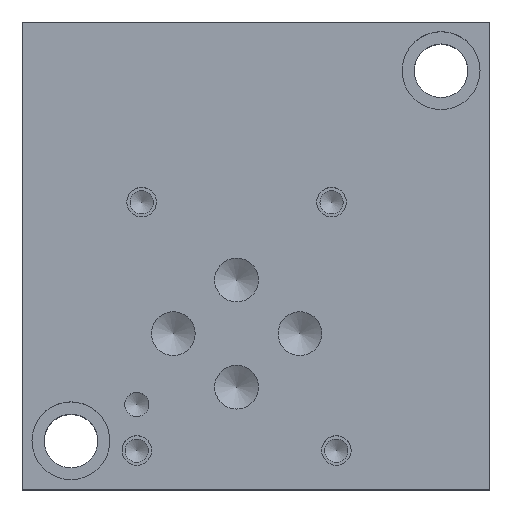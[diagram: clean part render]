
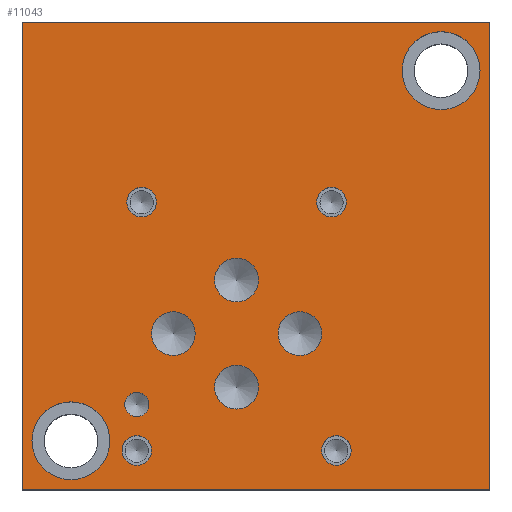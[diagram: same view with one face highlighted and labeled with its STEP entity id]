
A CAD part, top view. The second image highlights one B-rep face of the part: STEP entity #11043.
In plain terms, the highlighted planar face has unit normal (0, 0, 1).
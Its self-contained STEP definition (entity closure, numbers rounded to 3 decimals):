
#253=CIRCLE('',#11574,3.569);
#254=CIRCLE('',#11575,3.569);
#257=CIRCLE('',#11580,3.569);
#258=CIRCLE('',#11581,3.569);
#261=CIRCLE('',#11586,3.569);
#262=CIRCLE('',#11587,3.569);
#265=CIRCLE('',#11592,3.569);
#266=CIRCLE('',#11593,3.569);
#269=CIRCLE('',#11598,1.981);
#270=CIRCLE('',#11599,1.981);
#276=CIRCLE('',#11608,2.413);
#277=CIRCLE('',#11609,2.413);
#283=CIRCLE('',#11619,2.413);
#284=CIRCLE('',#11620,2.413);
#290=CIRCLE('',#11630,2.413);
#291=CIRCLE('',#11631,2.413);
#297=CIRCLE('',#11641,2.413);
#298=CIRCLE('',#11642,2.413);
#302=CIRCLE('',#11649,6.35);
#303=CIRCLE('',#11650,6.35);
#307=CIRCLE('',#11657,6.35);
#308=CIRCLE('',#11658,6.35);
#376=FACE_BOUND('',#1892,.T.);
#377=FACE_BOUND('',#1893,.T.);
#378=FACE_BOUND('',#1894,.T.);
#379=FACE_BOUND('',#1895,.T.);
#380=FACE_BOUND('',#1896,.T.);
#381=FACE_BOUND('',#1897,.T.);
#382=FACE_BOUND('',#1898,.T.);
#383=FACE_BOUND('',#1899,.T.);
#384=FACE_BOUND('',#1900,.T.);
#385=FACE_BOUND('',#1901,.T.);
#386=FACE_BOUND('',#1902,.T.);
#698=PLANE('',#11664);
#1261=FACE_OUTER_BOUND('',#1891,.T.);
#1891=EDGE_LOOP('',(#9856,#9857,#9858,#9859));
#1892=EDGE_LOOP('',(#9860,#9861));
#1893=EDGE_LOOP('',(#9862,#9863));
#1894=EDGE_LOOP('',(#9864,#9865));
#1895=EDGE_LOOP('',(#9866,#9867));
#1896=EDGE_LOOP('',(#9868,#9869));
#1897=EDGE_LOOP('',(#9870,#9871));
#1898=EDGE_LOOP('',(#9872,#9873));
#1899=EDGE_LOOP('',(#9874,#9875));
#1900=EDGE_LOOP('',(#9876,#9877));
#1901=EDGE_LOOP('',(#9878,#9879));
#1902=EDGE_LOOP('',(#9880,#9881));
#1998=LINE('',#14228,#3001);
#2382=LINE('',#17313,#3385);
#2905=LINE('',#19160,#3908);
#2906=LINE('',#19163,#3909);
#3001=VECTOR('',#11838,10.);
#3385=VECTOR('',#12424,10.);
#3908=VECTOR('',#13875,10.);
#3909=VECTOR('',#13880,10.);
#4318=VERTEX_POINT('',#14225);
#4319=VERTEX_POINT('',#14227);
#4758=VERTEX_POINT('',#17310);
#4759=VERTEX_POINT('',#17312);
#5220=VERTEX_POINT('',#18983);
#5221=VERTEX_POINT('',#18984);
#5225=VERTEX_POINT('',#18996);
#5226=VERTEX_POINT('',#18997);
#5230=VERTEX_POINT('',#19009);
#5231=VERTEX_POINT('',#19010);
#5235=VERTEX_POINT('',#19022);
#5236=VERTEX_POINT('',#19023);
#5240=VERTEX_POINT('',#19035);
#5241=VERTEX_POINT('',#19036);
#5248=VERTEX_POINT('',#19055);
#5249=VERTEX_POINT('',#19056);
#5256=VERTEX_POINT('',#19077);
#5257=VERTEX_POINT('',#19078);
#5264=VERTEX_POINT('',#19099);
#5265=VERTEX_POINT('',#19100);
#5272=VERTEX_POINT('',#19121);
#5273=VERTEX_POINT('',#19122);
#5277=VERTEX_POINT('',#19136);
#5278=VERTEX_POINT('',#19137);
#5282=VERTEX_POINT('',#19151);
#5283=VERTEX_POINT('',#19152);
#5400=EDGE_CURVE('',#4319,#4318,#1998,.T.);
#6058=EDGE_CURVE('',#4759,#4758,#2382,.T.);
#6736=EDGE_CURVE('',#5220,#5221,#253,.T.);
#6737=EDGE_CURVE('',#5221,#5220,#254,.T.);
#6742=EDGE_CURVE('',#5225,#5226,#257,.T.);
#6743=EDGE_CURVE('',#5226,#5225,#258,.T.);
#6748=EDGE_CURVE('',#5230,#5231,#261,.T.);
#6749=EDGE_CURVE('',#5231,#5230,#262,.T.);
#6754=EDGE_CURVE('',#5235,#5236,#265,.T.);
#6755=EDGE_CURVE('',#5236,#5235,#266,.T.);
#6760=EDGE_CURVE('',#5240,#5241,#269,.T.);
#6761=EDGE_CURVE('',#5241,#5240,#270,.T.);
#6769=EDGE_CURVE('',#5248,#5249,#276,.T.);
#6770=EDGE_CURVE('',#5249,#5248,#277,.T.);
#6779=EDGE_CURVE('',#5256,#5257,#283,.T.);
#6780=EDGE_CURVE('',#5257,#5256,#284,.T.);
#6789=EDGE_CURVE('',#5264,#5265,#290,.T.);
#6790=EDGE_CURVE('',#5265,#5264,#291,.T.);
#6799=EDGE_CURVE('',#5272,#5273,#297,.T.);
#6800=EDGE_CURVE('',#5273,#5272,#298,.T.);
#6806=EDGE_CURVE('',#5277,#5278,#302,.T.);
#6807=EDGE_CURVE('',#5278,#5277,#303,.T.);
#6813=EDGE_CURVE('',#5282,#5283,#307,.T.);
#6814=EDGE_CURVE('',#5283,#5282,#308,.T.);
#6817=EDGE_CURVE('',#4318,#4759,#2905,.T.);
#6818=EDGE_CURVE('',#4758,#4319,#2906,.T.);
#9856=ORIENTED_EDGE('',*,*,#6818,.T.);
#9857=ORIENTED_EDGE('',*,*,#5400,.T.);
#9858=ORIENTED_EDGE('',*,*,#6817,.T.);
#9859=ORIENTED_EDGE('',*,*,#6058,.T.);
#9860=ORIENTED_EDGE('',*,*,#6736,.T.);
#9861=ORIENTED_EDGE('',*,*,#6737,.T.);
#9862=ORIENTED_EDGE('',*,*,#6742,.T.);
#9863=ORIENTED_EDGE('',*,*,#6743,.T.);
#9864=ORIENTED_EDGE('',*,*,#6748,.T.);
#9865=ORIENTED_EDGE('',*,*,#6749,.T.);
#9866=ORIENTED_EDGE('',*,*,#6754,.T.);
#9867=ORIENTED_EDGE('',*,*,#6755,.T.);
#9868=ORIENTED_EDGE('',*,*,#6760,.T.);
#9869=ORIENTED_EDGE('',*,*,#6761,.T.);
#9870=ORIENTED_EDGE('',*,*,#6769,.T.);
#9871=ORIENTED_EDGE('',*,*,#6770,.T.);
#9872=ORIENTED_EDGE('',*,*,#6779,.T.);
#9873=ORIENTED_EDGE('',*,*,#6780,.T.);
#9874=ORIENTED_EDGE('',*,*,#6789,.T.);
#9875=ORIENTED_EDGE('',*,*,#6790,.T.);
#9876=ORIENTED_EDGE('',*,*,#6799,.T.);
#9877=ORIENTED_EDGE('',*,*,#6800,.T.);
#9878=ORIENTED_EDGE('',*,*,#6806,.T.);
#9879=ORIENTED_EDGE('',*,*,#6807,.T.);
#9880=ORIENTED_EDGE('',*,*,#6813,.T.);
#9881=ORIENTED_EDGE('',*,*,#6814,.T.);
#11043=ADVANCED_FACE('',(#1261,#376,#377,#378,#379,#380,#381,#382,#383,
#384,#385,#386),#698,.T.);
#11574=AXIS2_PLACEMENT_3D('',#18985,#13674,#13675);
#11575=AXIS2_PLACEMENT_3D('',#18986,#13676,#13677);
#11580=AXIS2_PLACEMENT_3D('',#18998,#13688,#13689);
#11581=AXIS2_PLACEMENT_3D('',#18999,#13690,#13691);
#11586=AXIS2_PLACEMENT_3D('',#19011,#13702,#13703);
#11587=AXIS2_PLACEMENT_3D('',#19012,#13704,#13705);
#11592=AXIS2_PLACEMENT_3D('',#19024,#13716,#13717);
#11593=AXIS2_PLACEMENT_3D('',#19025,#13718,#13719);
#11598=AXIS2_PLACEMENT_3D('',#19037,#13730,#13731);
#11599=AXIS2_PLACEMENT_3D('',#19038,#13732,#13733);
#11608=AXIS2_PLACEMENT_3D('',#19057,#13752,#13753);
#11609=AXIS2_PLACEMENT_3D('',#19058,#13754,#13755);
#11619=AXIS2_PLACEMENT_3D('',#19079,#13777,#13778);
#11620=AXIS2_PLACEMENT_3D('',#19080,#13779,#13780);
#11630=AXIS2_PLACEMENT_3D('',#19101,#13802,#13803);
#11631=AXIS2_PLACEMENT_3D('',#19102,#13804,#13805);
#11641=AXIS2_PLACEMENT_3D('',#19123,#13827,#13828);
#11642=AXIS2_PLACEMENT_3D('',#19124,#13829,#13830);
#11649=AXIS2_PLACEMENT_3D('',#19138,#13845,#13846);
#11650=AXIS2_PLACEMENT_3D('',#19139,#13847,#13848);
#11657=AXIS2_PLACEMENT_3D('',#19153,#13863,#13864);
#11658=AXIS2_PLACEMENT_3D('',#19154,#13865,#13866);
#11664=AXIS2_PLACEMENT_3D('',#19164,#13881,#13882);
#11838=DIRECTION('',(0.,1.,0.));
#12424=DIRECTION('',(0.,-1.,0.));
#13674=DIRECTION('center_axis',(0.,0.,-1.));
#13675=DIRECTION('ref_axis',(1.,0.,0.));
#13676=DIRECTION('center_axis',(0.,0.,-1.));
#13677=DIRECTION('ref_axis',(1.,0.,0.));
#13688=DIRECTION('center_axis',(0.,0.,-1.));
#13689=DIRECTION('ref_axis',(1.,0.,0.));
#13690=DIRECTION('center_axis',(0.,0.,-1.));
#13691=DIRECTION('ref_axis',(1.,0.,0.));
#13702=DIRECTION('center_axis',(0.,0.,-1.));
#13703=DIRECTION('ref_axis',(1.,0.,0.));
#13704=DIRECTION('center_axis',(0.,0.,-1.));
#13705=DIRECTION('ref_axis',(1.,0.,0.));
#13716=DIRECTION('center_axis',(0.,0.,-1.));
#13717=DIRECTION('ref_axis',(1.,0.,0.));
#13718=DIRECTION('center_axis',(0.,0.,-1.));
#13719=DIRECTION('ref_axis',(1.,0.,0.));
#13730=DIRECTION('center_axis',(0.,0.,-1.));
#13731=DIRECTION('ref_axis',(1.,0.,0.));
#13732=DIRECTION('center_axis',(0.,0.,-1.));
#13733=DIRECTION('ref_axis',(1.,0.,0.));
#13752=DIRECTION('center_axis',(0.,0.,-1.));
#13753=DIRECTION('ref_axis',(1.,0.,0.));
#13754=DIRECTION('center_axis',(0.,0.,-1.));
#13755=DIRECTION('ref_axis',(1.,0.,0.));
#13777=DIRECTION('center_axis',(0.,0.,-1.));
#13778=DIRECTION('ref_axis',(1.,0.,0.));
#13779=DIRECTION('center_axis',(0.,0.,-1.));
#13780=DIRECTION('ref_axis',(1.,0.,0.));
#13802=DIRECTION('center_axis',(0.,0.,-1.));
#13803=DIRECTION('ref_axis',(1.,0.,0.));
#13804=DIRECTION('center_axis',(0.,0.,-1.));
#13805=DIRECTION('ref_axis',(1.,0.,0.));
#13827=DIRECTION('center_axis',(0.,0.,-1.));
#13828=DIRECTION('ref_axis',(1.,0.,0.));
#13829=DIRECTION('center_axis',(0.,0.,-1.));
#13830=DIRECTION('ref_axis',(1.,0.,0.));
#13845=DIRECTION('center_axis',(0.,0.,-1.));
#13846=DIRECTION('ref_axis',(1.,0.,0.));
#13847=DIRECTION('center_axis',(0.,0.,-1.));
#13848=DIRECTION('ref_axis',(1.,0.,0.));
#13863=DIRECTION('center_axis',(0.,0.,-1.));
#13864=DIRECTION('ref_axis',(1.,0.,0.));
#13865=DIRECTION('center_axis',(0.,0.,-1.));
#13866=DIRECTION('ref_axis',(1.,0.,0.));
#13875=DIRECTION('',(-1.,0.,0.));
#13880=DIRECTION('',(1.,0.,0.));
#13881=DIRECTION('center_axis',(0.,0.,1.));
#13882=DIRECTION('ref_axis',(1.,0.,0.));
#14225=CARTESIAN_POINT('',(76.2,76.2,57.15));
#14227=CARTESIAN_POINT('',(76.2,0.,57.15));
#14228=CARTESIAN_POINT('',(76.2,0.,57.15));
#17310=CARTESIAN_POINT('',(0.,0.,57.15));
#17312=CARTESIAN_POINT('',(0.,76.2,57.15));
#17313=CARTESIAN_POINT('',(0.,76.2,57.15));
#18983=CARTESIAN_POINT('',(38.494,34.138,57.15));
#18984=CARTESIAN_POINT('',(31.356,34.138,57.15));
#18985=CARTESIAN_POINT('Origin',(34.925,34.138,57.15));
#18986=CARTESIAN_POINT('Origin',(34.925,34.138,57.15));
#18996=CARTESIAN_POINT('',(28.181,25.4,57.15));
#18997=CARTESIAN_POINT('',(21.044,25.4,57.15));
#18998=CARTESIAN_POINT('Origin',(24.613,25.4,57.15));
#18999=CARTESIAN_POINT('Origin',(24.613,25.4,57.15));
#19009=CARTESIAN_POINT('',(48.832,25.4,57.15));
#19010=CARTESIAN_POINT('',(41.694,25.4,57.15));
#19011=CARTESIAN_POINT('Origin',(45.263,25.4,57.15));
#19012=CARTESIAN_POINT('Origin',(45.263,25.4,57.15));
#19022=CARTESIAN_POINT('',(38.494,16.662,57.15));
#19023=CARTESIAN_POINT('',(31.356,16.662,57.15));
#19024=CARTESIAN_POINT('Origin',(34.925,16.662,57.15));
#19025=CARTESIAN_POINT('Origin',(34.925,16.662,57.15));
#19035=CARTESIAN_POINT('',(20.65,13.843,57.15));
#19036=CARTESIAN_POINT('',(16.688,13.843,57.15));
#19037=CARTESIAN_POINT('Origin',(18.669,13.843,57.15));
#19038=CARTESIAN_POINT('Origin',(18.669,13.843,57.15));
#19055=CARTESIAN_POINT('',(53.619,6.35,57.15));
#19056=CARTESIAN_POINT('',(48.793,6.35,57.15));
#19057=CARTESIAN_POINT('Origin',(51.206,6.35,57.15));
#19058=CARTESIAN_POINT('Origin',(51.206,6.35,57.15));
#19077=CARTESIAN_POINT('',(21.869,46.838,57.15));
#19078=CARTESIAN_POINT('',(17.043,46.838,57.15));
#19079=CARTESIAN_POINT('Origin',(19.456,46.838,57.15));
#19080=CARTESIAN_POINT('Origin',(19.456,46.838,57.15));
#19099=CARTESIAN_POINT('',(52.832,46.838,57.15));
#19100=CARTESIAN_POINT('',(48.006,46.838,57.15));
#19101=CARTESIAN_POINT('Origin',(50.419,46.838,57.15));
#19102=CARTESIAN_POINT('Origin',(50.419,46.838,57.15));
#19121=CARTESIAN_POINT('',(21.082,6.35,57.15));
#19122=CARTESIAN_POINT('',(16.256,6.35,57.15));
#19123=CARTESIAN_POINT('Origin',(18.669,6.35,57.15));
#19124=CARTESIAN_POINT('Origin',(18.669,6.35,57.15));
#19136=CARTESIAN_POINT('',(14.275,7.925,57.15));
#19137=CARTESIAN_POINT('',(1.575,7.925,57.15));
#19138=CARTESIAN_POINT('Origin',(7.925,7.925,57.15));
#19139=CARTESIAN_POINT('Origin',(7.925,7.925,57.15));
#19151=CARTESIAN_POINT('',(74.625,68.275,57.15));
#19152=CARTESIAN_POINT('',(61.925,68.275,57.15));
#19153=CARTESIAN_POINT('Origin',(68.275,68.275,57.15));
#19154=CARTESIAN_POINT('Origin',(68.275,68.275,57.15));
#19160=CARTESIAN_POINT('',(76.2,76.2,57.15));
#19163=CARTESIAN_POINT('',(0.,0.,57.15));
#19164=CARTESIAN_POINT('Origin',(38.1,38.1,57.15));
